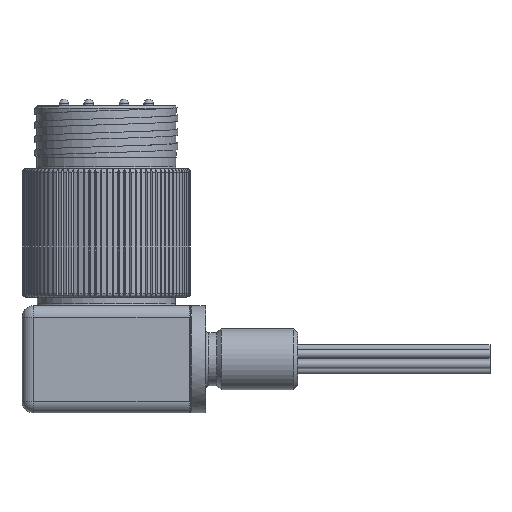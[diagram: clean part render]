
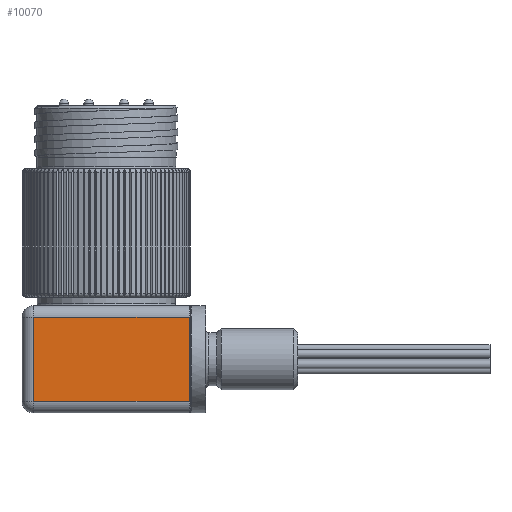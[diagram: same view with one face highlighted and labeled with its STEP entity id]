
A CAD part, left-side view. The second image highlights one B-rep face of the part: STEP entity #10070.
In plain terms, the highlighted planar face has unit normal (-1, 0, 0).
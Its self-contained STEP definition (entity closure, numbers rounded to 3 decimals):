
#350=PLANE('',#10943);
#1372=FACE_OUTER_BOUND('',#1937,.T.);
#1937=EDGE_LOOP('',(#8153,#8154,#8155,#8156));
#2868=LINE('',#19947,#3393);
#2877=LINE('',#20590,#3402);
#2884=LINE('',#20615,#3409);
#2887=LINE('',#20619,#3412);
#3393=VECTOR('',#12788,1000.);
#3402=VECTOR('',#12823,1000.);
#3409=VECTOR('',#12854,1000.);
#3412=VECTOR('',#12859,1000.);
#4306=VERTEX_POINT('',#19926);
#4309=VERTEX_POINT('',#19933);
#4319=VERTEX_POINT('',#20581);
#4326=VERTEX_POINT('',#20608);
#5618=EDGE_CURVE('',#4309,#4306,#2868,.T.);
#5644=EDGE_CURVE('',#4319,#4309,#2877,.T.);
#5657=EDGE_CURVE('',#4306,#4326,#2884,.T.);
#5660=EDGE_CURVE('',#4326,#4319,#2887,.T.);
#8153=ORIENTED_EDGE('',*,*,#5644,.T.);
#8154=ORIENTED_EDGE('',*,*,#5618,.T.);
#8155=ORIENTED_EDGE('',*,*,#5657,.T.);
#8156=ORIENTED_EDGE('',*,*,#5660,.T.);
#10070=ADVANCED_FACE('',(#1372),#350,.T.);
#10943=AXIS2_PLACEMENT_3D('',#20630,#12874,#12875);
#12788=DIRECTION('',(0.,0.,1.));
#12823=DIRECTION('',(0.,-1.,0.));
#12854=DIRECTION('',(0.,1.,0.));
#12859=DIRECTION('',(0.,0.,-1.));
#12874=DIRECTION('center_axis',(-1.,0.,0.));
#12875=DIRECTION('ref_axis',(0.,0.,1.));
#19926=CARTESIAN_POINT('',(-17.463,-17.209,9.069));
#19933=CARTESIAN_POINT('',(-17.463,-17.209,-8.381));
#19947=CARTESIAN_POINT('',(-17.463,-17.209,27.331));
#20581=CARTESIAN_POINT('',(-17.463,15.081,-8.381));
#20590=CARTESIAN_POINT('',(-17.463,-17.463,-8.381));
#20608=CARTESIAN_POINT('',(-17.463,15.081,9.069));
#20615=CARTESIAN_POINT('',(-17.463,15.081,9.069));
#20619=CARTESIAN_POINT('',(-17.463,15.081,27.331));
#20630=CARTESIAN_POINT('Origin',(-17.463,0.,27.331));
